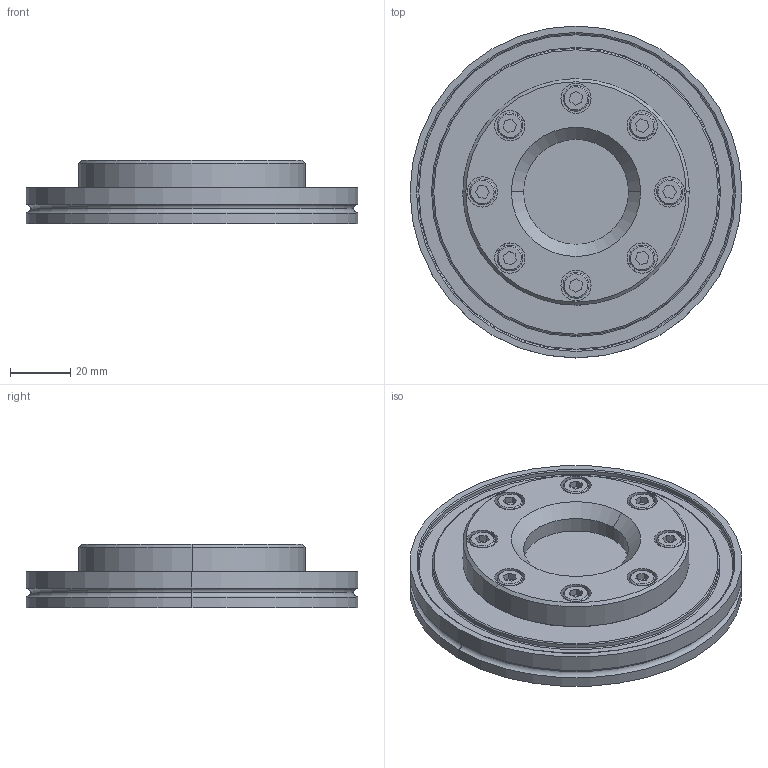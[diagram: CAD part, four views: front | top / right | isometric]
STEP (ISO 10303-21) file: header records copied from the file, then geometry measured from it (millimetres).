
FILE_DESCRIPTION (( 'STEP AP214' ), '1' );
FILE_NAME ('88202510-VWIN34PxxNI-ISO80K.STEP', '2018-01-03T16:49:25', ( '' ), ( '' ), 'SwSTEP 2.0', 'SolidWorks 2017', '' );
FILE_SCHEMA (( 'AUTOMOTIVE_DESIGN' ));
Length unit declared in the file: millimetre
Products named in the file (1): 88202510-VWIN34PxxNI-ISO80K
Bounding box: 109.98 x 109.98 x 20.96 mm (x, y, z)
Surface area: 41879 mm2 (no closed solid volume)
Topology: 0 solids, 11 shells, 159 faces, 416 edges, 282 vertices
Faces by surface type: plane 73, cylinder 52, cone 20, torus 14
Entity records: 6744 total; most frequent: DIRECTION 936, CARTESIAN_POINT 858, ORIENTED_EDGE 744, EDGE_CURVE 416, AXIS2_PLACEMENT_3D 360, VERTEX_POINT 282, VECTOR 216, LINE 216
